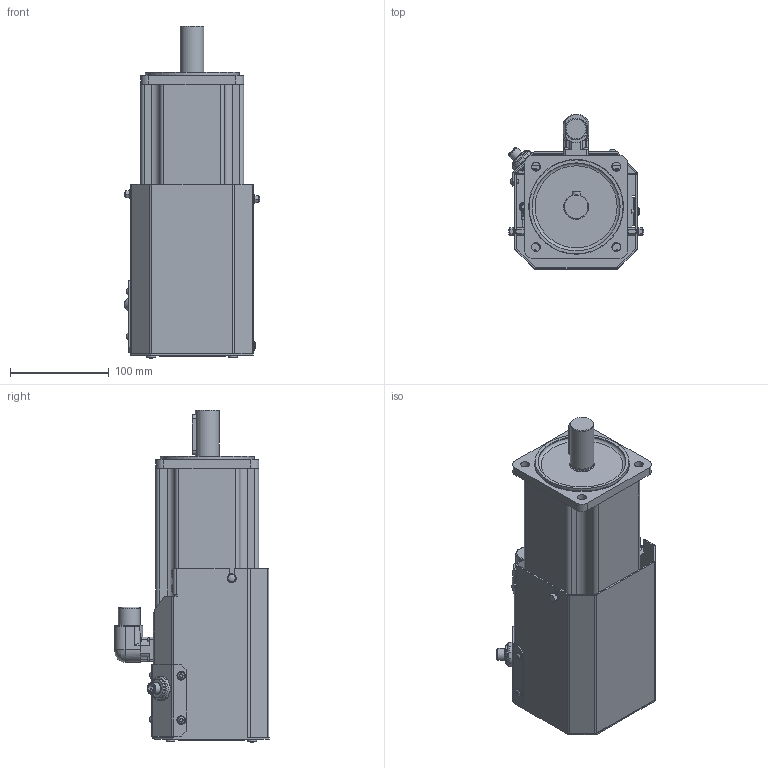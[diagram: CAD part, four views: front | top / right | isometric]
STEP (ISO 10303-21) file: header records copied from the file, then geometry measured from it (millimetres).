
FILE_DESCRIPTION(/* description */ ('M23, gewinkelt, 25x25 für M3, 9-polig'),/* implementation_level */ '2;1');
FILE_NAME(/* name */ 'AM8052-xx1B-xxx0.stp',/* time_stamp */ '2016-11-07T11:47:54+01:00',/* author */ ('JohannesD'),/* organization */ ('FERTIG Motors '),/* preprocessor_version */ 'ST-DEVELOPER v16.1',/* originating_system */ 'Autodesk Inventor 2016',/* authorisation */ '');
FILE_SCHEMA (('CONFIG_CONTROL_DESIGN'));
Products named in the file (5): Intercontec-BEDC091NN00001116000_VM; DIN 6885 - A 8 x 7 x 40; BM100-VM-00; BM100Lüfter-VM; BM100-S-B0-R_Lüfter_VM
Assembly tree (4 placements, depth 2):
  BM100-S-B0-R_Lüfter_VM
    Intercontec-BEDC091NN00001116000_VM
    DIN 6885 - A 8 x 7 x 40
    BM100-VM-00
    BM100Lüfter-VM
Bounding box: 136.73 x 155.99 x 335.5 mm (x, y, z)
Volume: 2340377.2 mm3; surface area: 331263.7 mm2
Topology: 6 solids, 17 shells, 1731 faces, 4569 edges, 2917 vertices
Faces by surface type: plane 787, cylinder 448, bspline 281, torus 151, cone 62, sphere 2
Full cylindrical faces by diameter (mm): 0.8 x1, 1 x4, 1.8 x4, 2.15 x1, 2.921 x1, 3.242 x6, 3.632 x1, 4 x24, 4.3 x4, 4.5 x8, 4.6 x3, 4.8 x13, 7 x4, 8.3 x1, 8.85 x9, 9 x12, 10.7 x1, 12 x1, 12.002 x1, 14 x1, 17 x1, 19.1 x1, 20.1 x2, 22 x1, 23 x1, 23.4 x1, 24 x1, 25 x1, 27 x1, 30 x1
Entity records: 60391 total; most frequent: CARTESIAN_POINT 18451, ORIENTED_EDGE 8566, DIRECTION 7658, EDGE_CURVE 4283, VERTEX_POINT 2842, AXIS2_PLACEMENT_3D 2809, EDGE_LOOP 2105, LINE 2040
